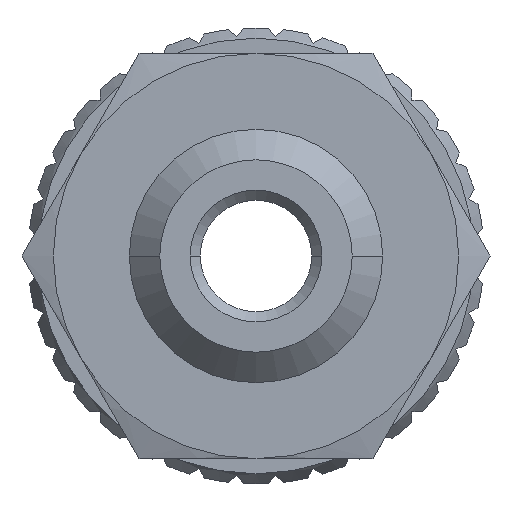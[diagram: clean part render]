
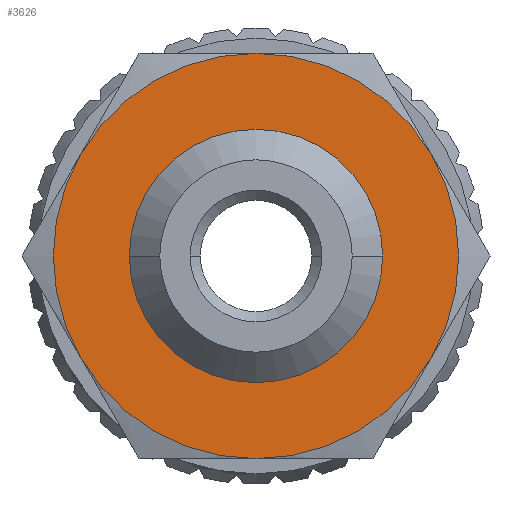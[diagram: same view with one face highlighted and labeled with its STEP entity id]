
A CAD part, front view. The second image highlights one B-rep face of the part: STEP entity #3626.
In plain terms, the highlighted planar face has unit normal (0, -1, 0).
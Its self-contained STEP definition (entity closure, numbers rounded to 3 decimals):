
#190=CARTESIAN_POINT('',(0.,0.,0.));
#191=DIRECTION('',(0.,1.,0.));
#192=DIRECTION('',(-1.,0.,0.));
#193=AXIS2_PLACEMENT_3D('',#190,#191,#192);
#203=CARTESIAN_POINT('',(0.,0.,0.));
#204=DIRECTION('',(0.,-1.,0.));
#205=DIRECTION('',(-1.,0.,0.));
#206=AXIS2_PLACEMENT_3D('',#203,#204,#205);
#208=CARTESIAN_POINT('',(0.,0.,0.));
#209=DIRECTION('',(0.,-1.,0.));
#210=DIRECTION('',(-0.866,0.,0.5));
#211=AXIS2_PLACEMENT_3D('',#208,#209,#210);
#213=CARTESIAN_POINT('',(0.,0.,0.));
#214=DIRECTION('',(0.,-1.,0.));
#215=DIRECTION('',(-0.866,0.,-0.5));
#216=AXIS2_PLACEMENT_3D('',#213,#214,#215);
#218=CARTESIAN_POINT('',(0.,0.,0.));
#219=DIRECTION('',(0.,-1.,0.));
#220=DIRECTION('',(0.,0.,-1.));
#221=AXIS2_PLACEMENT_3D('',#218,#219,#220);
#223=CARTESIAN_POINT('',(0.,0.,0.));
#224=DIRECTION('',(0.,-1.,0.));
#225=DIRECTION('',(0.866,0.,0.5));
#226=AXIS2_PLACEMENT_3D('',#223,#224,#225);
#228=CARTESIAN_POINT('',(0.,0.,0.));
#229=DIRECTION('',(0.,-1.,0.));
#230=DIRECTION('',(0.866,0.,-0.5));
#231=AXIS2_PLACEMENT_3D('',#228,#229,#230);
#251=CARTESIAN_POINT('',(-3.464,0.,
-2.));
#283=CARTESIAN_POINT('',(0.,0.,
-4.));
#315=CARTESIAN_POINT('',(3.464,0.,
-2.));
#351=CARTESIAN_POINT('',(3.464,0.,
2.));
#2697=CARTESIAN_POINT('',(-3.464,0.,
2.));
#2747=CARTESIAN_POINT('',(0.,0.,0.));
#2748=DIRECTION('',(0.,-1.,0.));
#2749=DIRECTION('',(0.,0.,1.));
#2750=AXIS2_PLACEMENT_3D('',#2747,#2748,#2749);
#2770=CARTESIAN_POINT('',(-2.5,0.,0.));
#2772=VERTEX_POINT('',#2770);
#2776=CARTESIAN_POINT('',(2.5,0.,0.));
#2778=VERTEX_POINT('',#2776);
#3273=VERTEX_POINT('',#2697);
#3277=CARTESIAN_POINT('',(0.,0.,4.));
#3278=VERTEX_POINT('',#3277);
#3281=VERTEX_POINT('',#251);
#3285=VERTEX_POINT('',#283);
#3289=VERTEX_POINT('',#315);
#3295=VERTEX_POINT('',#351);
#3603=CARTESIAN_POINT('',(0.,0.,0.));
#3604=DIRECTION('',(0.,1.,0.));
#3605=DIRECTION('',(1.,0.,0.));
#3606=AXIS2_PLACEMENT_3D('',#3603,#3604,#3605);
#3607=PLANE('',#3606);
#3609=ORIENTED_EDGE('',*,*,#3608,.F.);
#3611=ORIENTED_EDGE('',*,*,#3610,.F.);
#3613=ORIENTED_EDGE('',*,*,#3612,.F.);
#3615=ORIENTED_EDGE('',*,*,#3614,.F.);
#3617=ORIENTED_EDGE('',*,*,#3616,.F.);
#3619=ORIENTED_EDGE('',*,*,#3618,.F.);
#3620=EDGE_LOOP('',(#3609,#3611,#3613,#3615,#3617,#3619));
#3621=FACE_OUTER_BOUND('',#3620,.F.);
#3622=ORIENTED_EDGE('',*,*,#3598,.T.);
#3623=ORIENTED_EDGE('',*,*,#3582,.F.);
#3624=EDGE_LOOP('',(#3622,#3623));
#3625=FACE_BOUND('',#3624,.F.);
#3626=ADVANCED_FACE('',(#3621,#3625),#3607,.F.);
#194=CIRCLE('',#193,2.5);
#207=CIRCLE('',#206,2.5);
#212=CIRCLE('',#211,4.);
#217=CIRCLE('',#216,4.);
#222=CIRCLE('',#221,4.);
#227=CIRCLE('',#226,4.);
#232=CIRCLE('',#231,4.);
#2751=CIRCLE('',#2750,4.);
#3582=EDGE_CURVE('',#2772,#2778,#194,.T.);
#3598=EDGE_CURVE('',#2772,#2778,#207,.T.);
#3608=EDGE_CURVE('',#3289,#3295,#232,.T.);
#3610=EDGE_CURVE('',#3285,#3289,#222,.T.);
#3612=EDGE_CURVE('',#3281,#3285,#217,.T.);
#3614=EDGE_CURVE('',#3273,#3281,#212,.T.);
#3616=EDGE_CURVE('',#3278,#3273,#2751,.T.);
#3618=EDGE_CURVE('',#3295,#3278,#227,.T.);
